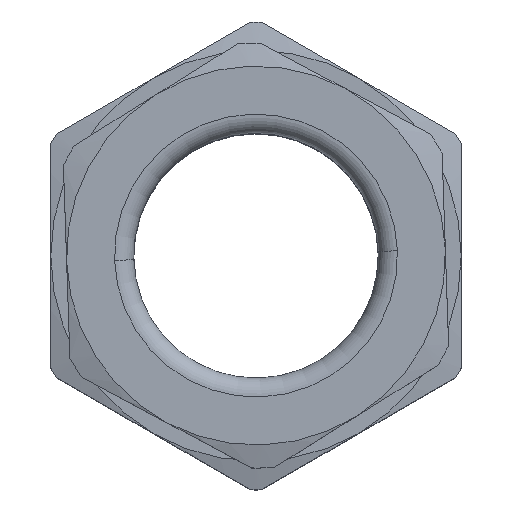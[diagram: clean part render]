
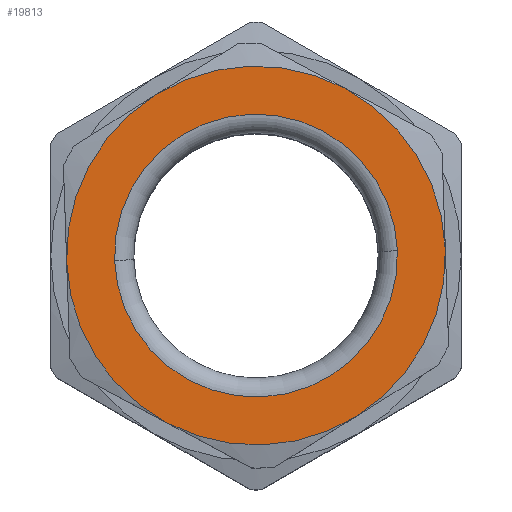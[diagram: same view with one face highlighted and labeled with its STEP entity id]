
A CAD part, top view. The second image highlights one B-rep face of the part: STEP entity #19813.
In plain terms, the highlighted planar face has unit normal (0, 0, 1).
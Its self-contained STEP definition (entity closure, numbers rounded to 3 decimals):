
#439 = VERTEX_POINT ( 'NONE', #25812 ) ;
#485 = EDGE_LOOP ( 'NONE', ( #24951, #10135, #21319, #2246, #12967, #10084 ) ) ;
#1752 = VERTEX_POINT ( 'NONE', #21544 ) ;
#1996 = CARTESIAN_POINT ( 'NONE',  ( -49.563, 13.133, 62.207 ) ) ;
#2246 = ORIENTED_EDGE ( 'NONE', *, *, #30037, .F. ) ;
#2503 = CARTESIAN_POINT ( 'NONE',  ( -27.176, 13.89, 62.207 ) ) ;
#3988 = DIRECTION ( 'NONE',  ( 0.999, 0.034, 0. ) ) ;
#4058 = CARTESIAN_POINT ( 'NONE',  ( -63.677, -13.34, 62.207 ) ) ;
#4410 = CARTESIAN_POINT ( 'NONE',  ( -49.563, 13.133, 62.207 ) ) ;
#4508 = EDGE_LOOP ( 'NONE', ( #24225, #5744 ) ) ;
#5307 = FACE_BOUND ( 'NONE', #4508, .T. ) ;
#5464 = CARTESIAN_POINT ( 'NONE',  ( -49.563, 13.133, 62.207 ) ) ;
#5744 = ORIENTED_EDGE ( 'NONE', *, *, #12667, .T. ) ;
#6629 = EDGE_CURVE ( 'NONE', #30836, #19371, #24405, .T. ) ;
#6740 = CARTESIAN_POINT ( 'NONE',  ( -33.694, -12.326, 62.207 ) ) ;
#7054 = VERTEX_POINT ( 'NONE', #2503 ) ;
#7109 = DIRECTION ( 'NONE',  ( 0.999, 0.034, 0. ) ) ;
#8762 = EDGE_CURVE ( 'NONE', #18340, #7054, #14515, .T. ) ;
#9080 = CARTESIAN_POINT ( 'NONE',  ( -49.563, 13.133, 62.207 ) ) ;
#9434 = DIRECTION ( 'NONE',  ( 0.999, 0.034, 0. ) ) ;
#9479 = CIRCLE ( 'NONE', #18932, 30. ) ;
#9582 = CARTESIAN_POINT ( 'NONE',  ( -71.95, 12.376, 62.207 ) ) ;
#9815 = EDGE_CURVE ( 'NONE', #19371, #439, #26395, .T. ) ;
#10084 = ORIENTED_EDGE ( 'NONE', *, *, #9815, .F. ) ;
#10135 = ORIENTED_EDGE ( 'NONE', *, *, #26804, .F. ) ;
#10596 = DIRECTION ( 'NONE',  ( -0.999, -0.034, 0. ) ) ;
#11015 = FACE_OUTER_BOUND ( 'NONE', #485, .T. ) ;
#12136 = DIRECTION ( 'NONE',  ( 0., 0., -1. ) ) ;
#12605 = AXIS2_PLACEMENT_3D ( 'NONE', #18799, #13229, #15843 ) ;
#12667 = EDGE_CURVE ( 'NONE', #7054, #18340, #29588, .T. ) ;
#12967 = ORIENTED_EDGE ( 'NONE', *, *, #19275, .F. ) ;
#13229 = DIRECTION ( 'NONE',  ( 0., 0., -1. ) ) ;
#13687 = CARTESIAN_POINT ( 'NONE',  ( -79.546, 12.119, 62.207 ) ) ;
#14515 = CIRCLE ( 'NONE', #18730, 22.4 ) ;
#15843 = DIRECTION ( 'NONE',  ( 0.999, 0.034, 0. ) ) ;
#16547 = AXIS2_PLACEMENT_3D ( 'NONE', #9080, #21564, #7109 ) ;
#16701 = DIRECTION ( 'NONE',  ( 0., 0., -1. ) ) ;
#17080 = VERTEX_POINT ( 'NONE', #4058 ) ;
#18319 = CARTESIAN_POINT ( 'NONE',  ( -49.563, 13.133, 62.207 ) ) ;
#18340 = VERTEX_POINT ( 'NONE', #9582 ) ;
#18443 = CARTESIAN_POINT ( 'NONE',  ( -65.432, 38.592, 62.207 ) ) ;
#18624 = AXIS2_PLACEMENT_3D ( 'NONE', #32016, #26769, #24644 ) ;
#18730 = AXIS2_PLACEMENT_3D ( 'NONE', #18319, #25673, #10596 ) ;
#18799 = CARTESIAN_POINT ( 'NONE',  ( -49.563, 13.133, 62.207 ) ) ;
#18932 = AXIS2_PLACEMENT_3D ( 'NONE', #24143, #28392, #3988 ) ;
#19275 = EDGE_CURVE ( 'NONE', #439, #1752, #31810, .T. ) ;
#19371 = VERTEX_POINT ( 'NONE', #18443 ) ;
#19652 = DIRECTION ( 'NONE',  ( 0.999, 0.034, 0. ) ) ;
#19813 = ADVANCED_FACE ( 'NONE', ( #5307, #11015 ), #23159, .T. ) ;
#19932 = CIRCLE ( 'NONE', #12605, 30. ) ;
#20712 = DIRECTION ( 'NONE',  ( -0.999, -0.034, 0. ) ) ;
#20993 = DIRECTION ( 'NONE',  ( 0., 0., -1. ) ) ;
#21275 = EDGE_CURVE ( 'NONE', #22631, #17080, #9479, .T. ) ;
#21319 = ORIENTED_EDGE ( 'NONE', *, *, #21275, .F. ) ;
#21544 = CARTESIAN_POINT ( 'NONE',  ( -19.58, 14.147, 62.207 ) ) ;
#21564 = DIRECTION ( 'NONE',  ( 0., 0., -1. ) ) ;
#21813 = DIRECTION ( 'NONE',  ( 0.999, 0.034, 0. ) ) ;
#22631 = VERTEX_POINT ( 'NONE', #6740 ) ;
#23159 = PLANE ( 'NONE',  #23986 ) ;
#23811 = AXIS2_PLACEMENT_3D ( 'NONE', #1996, #12136, #21813 ) ;
#23986 = AXIS2_PLACEMENT_3D ( 'NONE', #5464, #30684, #20712 ) ;
#24143 = CARTESIAN_POINT ( 'NONE',  ( -49.563, 13.133, 62.207 ) ) ;
#24225 = ORIENTED_EDGE ( 'NONE', *, *, #8762, .T. ) ;
#24405 = CIRCLE ( 'NONE', #16547, 30. ) ;
#24644 = DIRECTION ( 'NONE',  ( -0.999, -0.034, 0. ) ) ;
#24951 = ORIENTED_EDGE ( 'NONE', *, *, #6629, .F. ) ;
#25673 = DIRECTION ( 'NONE',  ( 0., 0., -1. ) ) ;
#25812 = CARTESIAN_POINT ( 'NONE',  ( -35.45, 39.606, 62.207 ) ) ;
#26038 = CARTESIAN_POINT ( 'NONE',  ( -49.563, 13.133, 62.207 ) ) ;
#26395 = CIRCLE ( 'NONE', #23811, 30. ) ;
#26769 = DIRECTION ( 'NONE',  ( 0., 0., -1. ) ) ;
#26804 = EDGE_CURVE ( 'NONE', #17080, #30836, #19932, .T. ) ;
#28392 = DIRECTION ( 'NONE',  ( 0., 0., -1. ) ) ;
#29211 = AXIS2_PLACEMENT_3D ( 'NONE', #26038, #20993, #9434 ) ;
#29588 = CIRCLE ( 'NONE', #18624, 22.4 ) ;
#30037 = EDGE_CURVE ( 'NONE', #1752, #22631, #32376, .T. ) ;
#30684 = DIRECTION ( 'NONE',  ( 0., 0., 1. ) ) ;
#30836 = VERTEX_POINT ( 'NONE', #13687 ) ;
#31309 = AXIS2_PLACEMENT_3D ( 'NONE', #4410, #16701, #19652 ) ;
#31810 = CIRCLE ( 'NONE', #31309, 30. ) ;
#32016 = CARTESIAN_POINT ( 'NONE',  ( -49.563, 13.133, 62.207 ) ) ;
#32376 = CIRCLE ( 'NONE', #29211, 30. ) ;
